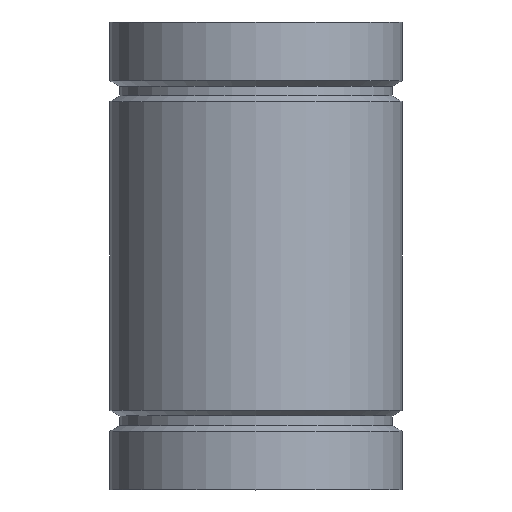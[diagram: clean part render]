
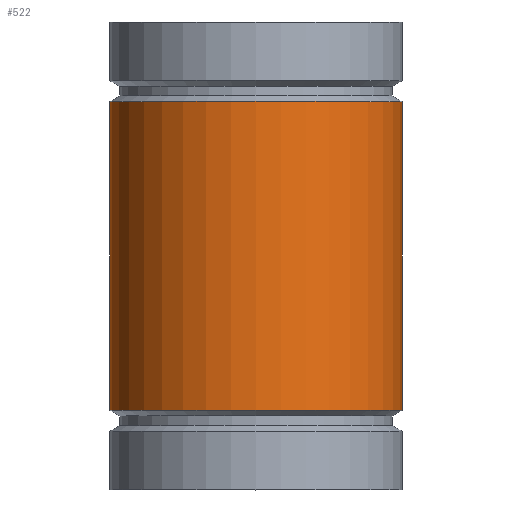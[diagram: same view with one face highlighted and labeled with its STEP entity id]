
A CAD part, top view. The second image highlights one B-rep face of the part: STEP entity #522.
In plain terms, the highlighted cylindrical face has radius 7.5 mm (diameter 15 mm), a full revolution.
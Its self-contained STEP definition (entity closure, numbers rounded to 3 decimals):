
#503 = VERTEX_POINT('',#504);
#504 = CARTESIAN_POINT('',(7.5,-7.923,0.));
#510 = EDGE_CURVE('',#503,#503,#511,.T.);
#511 = CIRCLE('',#512,7.5);
#512 = AXIS2_PLACEMENT_3D('',#513,#514,#515);
#513 = CARTESIAN_POINT('',(0.,-7.923,0.));
#514 = DIRECTION('',(0.,-1.,0.));
#515 = DIRECTION('',(1.,0.,0.));
#522 = ADVANCED_FACE('',(#523),#542,.T.);
#523 = FACE_BOUND('',#524,.F.);
#524 = EDGE_LOOP('',(#525,#526,#534,#541));
#525 = ORIENTED_EDGE('',*,*,#510,.T.);
#526 = ORIENTED_EDGE('',*,*,#527,.T.);
#527 = EDGE_CURVE('',#503,#528,#530,.T.);
#528 = VERTEX_POINT('',#529);
#529 = CARTESIAN_POINT('',(7.5,7.923,0.));
#530 = LINE('',#531,#532);
#531 = CARTESIAN_POINT('',(7.5,-7.923,0.));
#532 = VECTOR('',#533,1.);
#533 = DIRECTION('',(0.,1.,0.));
#534 = ORIENTED_EDGE('',*,*,#535,.F.);
#535 = EDGE_CURVE('',#528,#528,#536,.T.);
#536 = CIRCLE('',#537,7.5);
#537 = AXIS2_PLACEMENT_3D('',#538,#539,#540);
#538 = CARTESIAN_POINT('',(0.,7.923,0.));
#539 = DIRECTION('',(0.,-1.,0.));
#540 = DIRECTION('',(1.,0.,0.));
#541 = ORIENTED_EDGE('',*,*,#527,.F.);
#542 = CYLINDRICAL_SURFACE('',#543,7.5);
#543 = AXIS2_PLACEMENT_3D('',#544,#545,#546);
#544 = CARTESIAN_POINT('',(0.,-7.923,0.));
#545 = DIRECTION('',(0.,1.,0.));
#546 = DIRECTION('',(1.,0.,0.));
